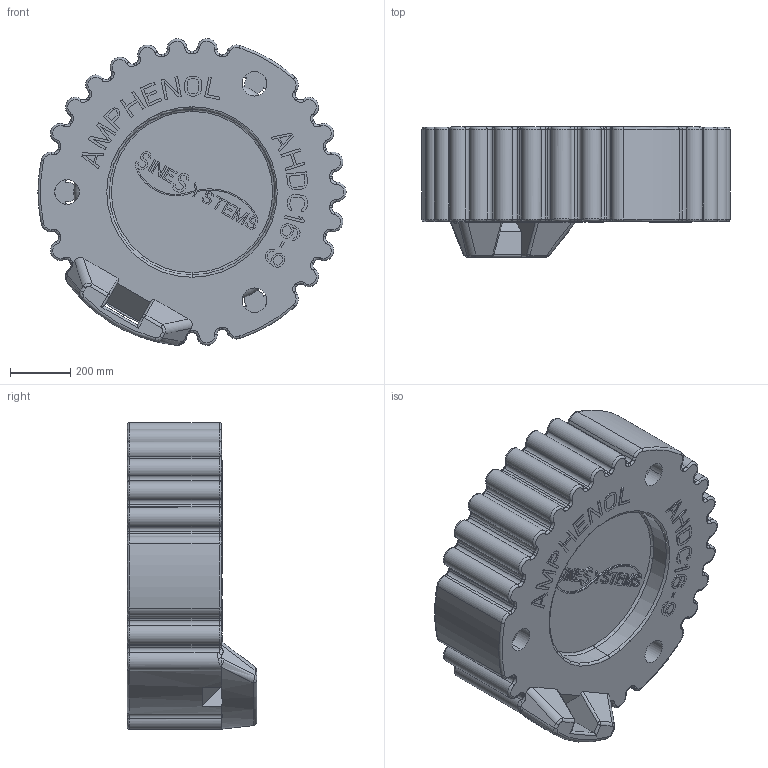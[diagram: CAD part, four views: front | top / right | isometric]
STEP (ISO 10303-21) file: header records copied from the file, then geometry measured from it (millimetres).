
FILE_DESCRIPTION((''),'2;1');
FILE_NAME('AHDC-16-9','2012-05-24T',('Orion.Li'),(''),'PRO/ENGINEER BY PARAMETRIC TECHNOLOGY CORPORATION, 2009460','PRO/ENGINEER BY PARAMETRIC TECHNOLOGY CORPORATION, 2009460','');
FILE_SCHEMA(('CONFIG_CONTROL_DESIGN'));
Length unit declared in the file: inch
Products named in the file (1): AHDC-16-9
Bounding box: 1019.2 x 429.26 x 1014.07 mm (x, y, z)
Volume: 7187914 mm3; surface area: 4403106.3 mm2
Topology: 25 solids, 27 shells, 1636 faces, 4583 edges, 3017 vertices
Faces by surface type: plane 1284, torus 194, cylinder 134, bspline 18, extrusion 6
Entity records: 53065 total; most frequent: CARTESIAN_POINT 10430, ORIENTED_EDGE 9124, DIRECTION 8482, EDGE_CURVE 4583, VECTOR 3756, LINE 3750, VERTEX_POINT 3017, AXIS2_PLACEMENT_3D 2363
